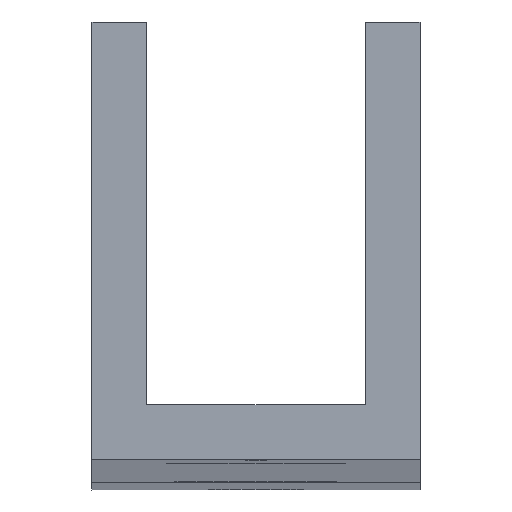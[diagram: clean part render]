
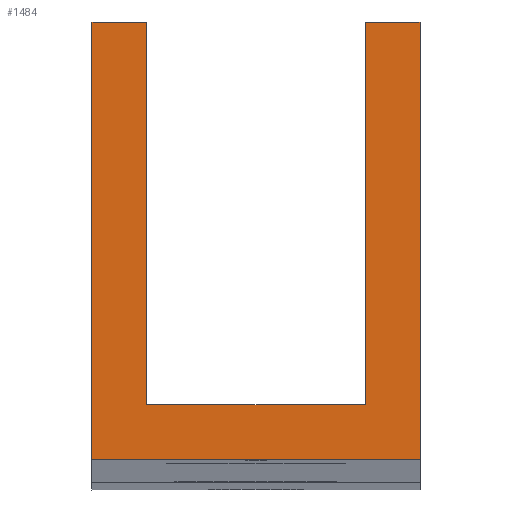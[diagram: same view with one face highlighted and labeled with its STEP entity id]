
A CAD part, top view. The second image highlights one B-rep face of the part: STEP entity #1484.
In plain terms, the highlighted planar face has unit normal (0, 0, 1).
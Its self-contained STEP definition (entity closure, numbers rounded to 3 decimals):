
#1441=AXIS2_PLACEMENT_3D('Plane Axis2P3D',#1438,#1439,#1440) ;
#1039=CARTESIAN_POINT('Vertex',(-6.35,3.175,510.)) ;
#1042=CARTESIAN_POINT('Line Origine',(0.,3.175,510.)) ;
#1046=CARTESIAN_POINT('Vertex',(6.35,3.175,510.)) ;
#1208=CARTESIAN_POINT('Vertex',(9.525,0.,510.)) ;
#1211=CARTESIAN_POINT('Line Origine',(0.,0.,510.)) ;
#1215=CARTESIAN_POINT('Vertex',(-9.525,0.,510.)) ;
#1423=CARTESIAN_POINT('Vertex',(-6.35,25.4,510.)) ;
#1426=CARTESIAN_POINT('Line Origine',(-6.35,14.287,510.)) ;
#1438=CARTESIAN_POINT('Axis2P3D Location',(0.,0.,510.)) ;
#1443=CARTESIAN_POINT('Line Origine',(7.938,25.4,510.)) ;
#1447=CARTESIAN_POINT('Vertex',(9.525,25.4,510.)) ;
#1449=CARTESIAN_POINT('Vertex',(6.35,25.4,510.)) ;
#1452=CARTESIAN_POINT('Line Origine',(6.35,14.288,510.)) ;
#1457=CARTESIAN_POINT('Line Origine',(-7.938,25.4,510.)) ;
#1461=CARTESIAN_POINT('Vertex',(-9.525,25.4,510.)) ;
#1464=CARTESIAN_POINT('Line Origine',(-9.525,12.7,510.)) ;
#1469=CARTESIAN_POINT('Line Origine',(9.525,12.7,510.)) ;
#1043=DIRECTION('Vector Direction',(-1.,0.,0.)) ;
#1212=DIRECTION('Vector Direction',(1.,0.,0.)) ;
#1427=DIRECTION('Vector Direction',(0.,1.,0.)) ;
#1439=DIRECTION('Axis2P3D Direction',(0.,0.,1.)) ;
#1440=DIRECTION('Axis2P3D XDirection',(1.,0.,0.)) ;
#1444=DIRECTION('Vector Direction',(-1.,0.,0.)) ;
#1453=DIRECTION('Vector Direction',(0.,-1.,0.)) ;
#1458=DIRECTION('Vector Direction',(-1.,0.,0.)) ;
#1465=DIRECTION('Vector Direction',(0.,-1.,0.)) ;
#1470=DIRECTION('Vector Direction',(0.,1.,0.)) ;
#1044=VECTOR('Line Direction',#1043,1.) ;
#1213=VECTOR('Line Direction',#1212,1.) ;
#1428=VECTOR('Line Direction',#1427,1.) ;
#1445=VECTOR('Line Direction',#1444,1.) ;
#1454=VECTOR('Line Direction',#1453,1.) ;
#1459=VECTOR('Line Direction',#1458,1.) ;
#1466=VECTOR('Line Direction',#1465,1.) ;
#1471=VECTOR('Line Direction',#1470,1.) ;
#1475=ORIENTED_EDGE('',*,*,#1451,.T.) ;
#1476=ORIENTED_EDGE('',*,*,#1456,.T.) ;
#1477=ORIENTED_EDGE('',*,*,#1048,.T.) ;
#1478=ORIENTED_EDGE('',*,*,#1430,.T.) ;
#1479=ORIENTED_EDGE('',*,*,#1463,.T.) ;
#1480=ORIENTED_EDGE('',*,*,#1468,.T.) ;
#1481=ORIENTED_EDGE('',*,*,#1217,.T.) ;
#1482=ORIENTED_EDGE('',*,*,#1473,.T.) ;
#1484=ADVANCED_FACE('Mirror1',(#1483),#1442,.T.) ;
#1048=EDGE_CURVE('',#1047,#1040,#1045,.T.) ;
#1217=EDGE_CURVE('',#1216,#1209,#1214,.T.) ;
#1430=EDGE_CURVE('',#1040,#1424,#1429,.T.) ;
#1451=EDGE_CURVE('',#1448,#1450,#1446,.T.) ;
#1456=EDGE_CURVE('',#1450,#1047,#1455,.T.) ;
#1463=EDGE_CURVE('',#1424,#1462,#1460,.T.) ;
#1468=EDGE_CURVE('',#1462,#1216,#1467,.T.) ;
#1473=EDGE_CURVE('',#1209,#1448,#1472,.T.) ;
#1474=EDGE_LOOP('',(#1475,#1476,#1477,#1478,#1479,#1480,#1481,#1482)) ;
#1483=FACE_OUTER_BOUND('',#1474,.T.) ;
#1045=LINE('Line',#1042,#1044) ;
#1214=LINE('Line',#1211,#1213) ;
#1429=LINE('Line',#1426,#1428) ;
#1446=LINE('Line',#1443,#1445) ;
#1455=LINE('Line',#1452,#1454) ;
#1460=LINE('Line',#1457,#1459) ;
#1467=LINE('Line',#1464,#1466) ;
#1472=LINE('Line',#1469,#1471) ;
#1442=PLANE('',#1441) ;
#1040=VERTEX_POINT('',#1039) ;
#1047=VERTEX_POINT('',#1046) ;
#1209=VERTEX_POINT('',#1208) ;
#1216=VERTEX_POINT('',#1215) ;
#1424=VERTEX_POINT('',#1423) ;
#1448=VERTEX_POINT('',#1447) ;
#1450=VERTEX_POINT('',#1449) ;
#1462=VERTEX_POINT('',#1461) ;
